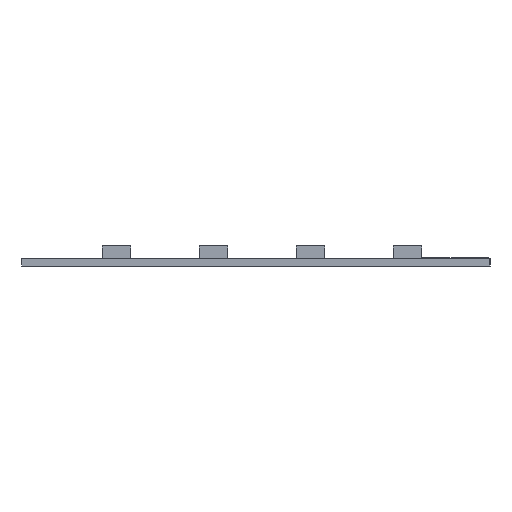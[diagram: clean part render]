
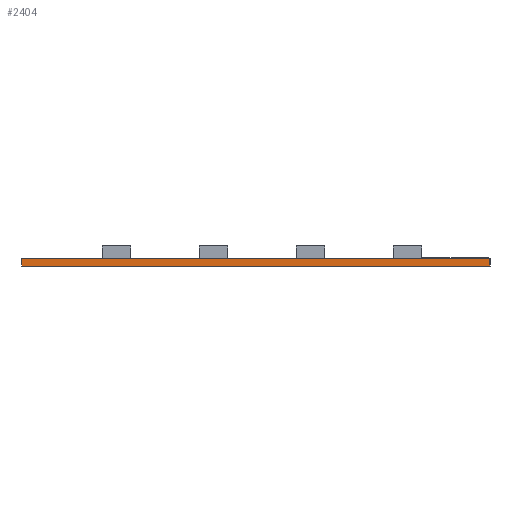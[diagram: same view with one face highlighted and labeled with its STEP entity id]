
A CAD part, left-side view. The second image highlights one B-rep face of the part: STEP entity #2404.
In plain terms, the highlighted planar face has unit normal (-1, 0, 0).
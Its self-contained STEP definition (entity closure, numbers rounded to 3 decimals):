
#286=PLANE('',#2621);
#393=FACE_OUTER_BOUND('',#500,.T.);
#500=EDGE_LOOP('',(#1971,#1972,#1973,#1974));
#779=LINE('',#3842,#1012);
#780=LINE('',#3845,#1013);
#781=LINE('',#3847,#1014);
#782=LINE('',#3848,#1015);
#1012=VECTOR('',#3165,10.);
#1013=VECTOR('',#3168,10.);
#1014=VECTOR('',#3169,10.);
#1015=VECTOR('',#3170,10.);
#1304=VERTEX_POINT('',#3838);
#1305=VERTEX_POINT('',#3840);
#1306=VERTEX_POINT('',#3844);
#1307=VERTEX_POINT('',#3846);
#1587=EDGE_CURVE('',#1304,#1305,#779,.T.);
#1588=EDGE_CURVE('',#1306,#1304,#780,.T.);
#1589=EDGE_CURVE('',#1307,#1305,#781,.T.);
#1590=EDGE_CURVE('',#1306,#1307,#782,.T.);
#1971=ORIENTED_EDGE('',*,*,#1588,.T.);
#1972=ORIENTED_EDGE('',*,*,#1587,.T.);
#1973=ORIENTED_EDGE('',*,*,#1589,.F.);
#1974=ORIENTED_EDGE('',*,*,#1590,.F.);
#2404=ADVANCED_FACE('',(#393),#286,.T.);
#2621=AXIS2_PLACEMENT_3D('',#3843,#3166,#3167);
#3165=DIRECTION('',(0.,0.,1.));
#3166=DIRECTION('center_axis',(-1.,0.,0.));
#3167=DIRECTION('ref_axis',(0.,-1.,0.));
#3168=DIRECTION('',(0.,-1.,0.));
#3169=DIRECTION('',(0.,-1.,0.));
#3170=DIRECTION('',(0.,0.,1.));
#3838=CARTESIAN_POINT('',(0.,0.,0.));
#3840=CARTESIAN_POINT('',(0.,0.,1.57));
#3842=CARTESIAN_POINT('',(0.,0.,0.));
#3843=CARTESIAN_POINT('Origin',(0.,96.5,0.));
#3844=CARTESIAN_POINT('',(0.,96.5,0.));
#3845=CARTESIAN_POINT('',(0.,96.5,0.));
#3846=CARTESIAN_POINT('',(0.,96.5,1.57));
#3847=CARTESIAN_POINT('',(0.,96.5,1.57));
#3848=CARTESIAN_POINT('',(0.,96.5,0.));
